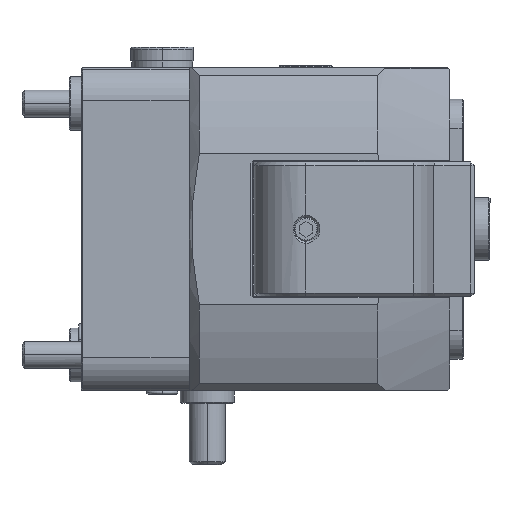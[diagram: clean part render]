
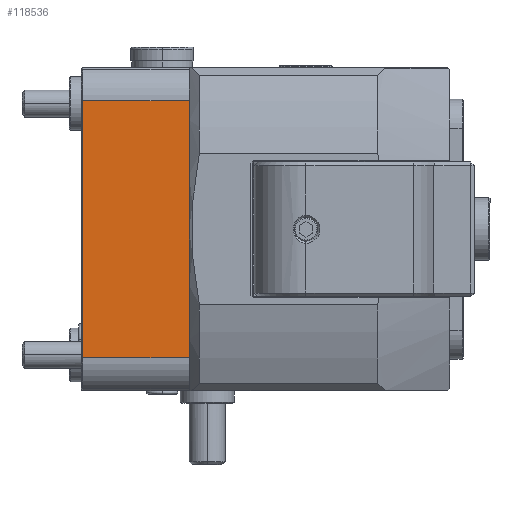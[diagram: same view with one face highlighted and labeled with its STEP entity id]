
A CAD part, left-side view. The second image highlights one B-rep face of the part: STEP entity #118536.
In plain terms, the highlighted planar face has unit normal (-1, 0, 0).
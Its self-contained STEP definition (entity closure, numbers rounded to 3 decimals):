
#6205 = CARTESIAN_POINT ( 'NONE',  ( -62.5, -0.25, 36. ) ) ;
#16384 = CARTESIAN_POINT ( 'NONE',  ( -62.5, -24., 28.631 ) ) ;
#18445 = CARTESIAN_POINT ( 'NONE',  ( -62.5, -0.25, 28.631 ) ) ;
#20978 = CARTESIAN_POINT ( 'NONE',  ( -62.5, 0., 36. ) ) ;
#36282 = VERTEX_POINT ( 'NONE', #104848 ) ;
#46331 = EDGE_LOOP ( 'NONE', ( #133863, #88583, #94733, #59255 ) ) ;
#48528 = LINE ( 'NONE', #6205, #130263 ) ;
#49660 = VECTOR ( 'NONE', #122040, 1000. ) ;
#52317 = CARTESIAN_POINT ( 'NONE',  ( -62.5, 0., 28.631 ) ) ;
#58466 = FACE_OUTER_BOUND ( 'NONE', #46331, .T. ) ;
#59255 = ORIENTED_EDGE ( 'NONE', *, *, #70793, .F. ) ;
#60810 = EDGE_CURVE ( 'NONE', #64708, #36282, #48528, .T. ) ;
#62234 = DIRECTION ( 'NONE',  ( 0., 1., 0. ) ) ;
#62647 = AXIS2_PLACEMENT_3D ( 'NONE', #20978, #139068, #126339 ) ;
#64117 = CARTESIAN_POINT ( 'NONE',  ( -62.5, -24., -28.631 ) ) ;
#64708 = VERTEX_POINT ( 'NONE', #18445 ) ;
#67413 = DIRECTION ( 'NONE',  ( 0., -1., 0. ) ) ;
#68419 = PLANE ( 'NONE',  #62647 ) ;
#70793 = EDGE_CURVE ( 'NONE', #80255, #105968, #100016, .T. ) ;
#79942 = EDGE_CURVE ( 'NONE', #36282, #105968, #129671, .T. ) ;
#80255 = VERTEX_POINT ( 'NONE', #16384 ) ;
#87148 = CARTESIAN_POINT ( 'NONE',  ( -62.5, -24., -28.631 ) ) ;
#87582 = VECTOR ( 'NONE', #67413, 1000. ) ;
#88583 = ORIENTED_EDGE ( 'NONE', *, *, #60810, .T. ) ;
#94733 = ORIENTED_EDGE ( 'NONE', *, *, #79942, .T. ) ;
#95364 = LINE ( 'NONE', #52317, #122105 ) ;
#100016 = LINE ( 'NONE', #133367, #49660 ) ;
#104848 = CARTESIAN_POINT ( 'NONE',  ( -62.5, -0.25, -28.631 ) ) ;
#105968 = VERTEX_POINT ( 'NONE', #64117 ) ;
#112829 = DIRECTION ( 'NONE',  ( 0., 0., -1. ) ) ;
#118536 = ADVANCED_FACE ( 'NONE', ( #58466 ), #68419, .F. ) ;
#121417 = EDGE_CURVE ( 'NONE', #80255, #64708, #95364, .T. ) ;
#122040 = DIRECTION ( 'NONE',  ( 0., 0., -1. ) ) ;
#122105 = VECTOR ( 'NONE', #62234, 1000. ) ;
#126339 = DIRECTION ( 'NONE',  ( 0., 0., -1. ) ) ;
#129671 = LINE ( 'NONE', #87148, #87582 ) ;
#130263 = VECTOR ( 'NONE', #112829, 1000. ) ;
#133367 = CARTESIAN_POINT ( 'NONE',  ( -62.5, -24., 36. ) ) ;
#133863 = ORIENTED_EDGE ( 'NONE', *, *, #121417, .T. ) ;
#139068 = DIRECTION ( 'NONE',  ( 1., 0., 0. ) ) ;
